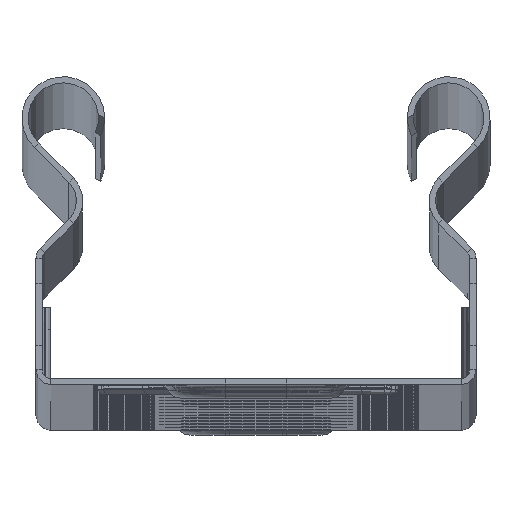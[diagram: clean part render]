
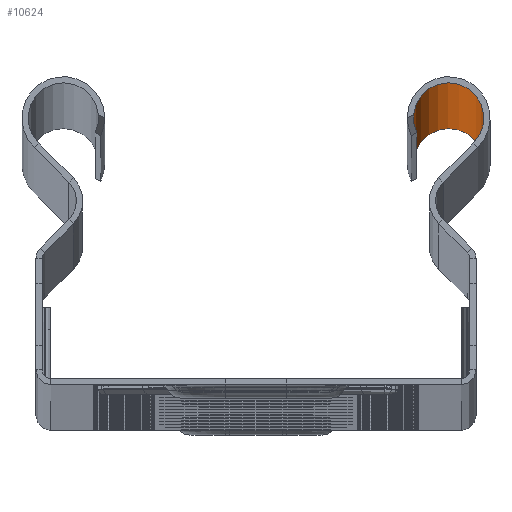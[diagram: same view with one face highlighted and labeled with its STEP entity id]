
A CAD part, top view. The second image highlights one B-rep face of the part: STEP entity #10624.
In plain terms, the highlighted cylindrical face has radius 4 mm (diameter 8 mm), a partial arc.
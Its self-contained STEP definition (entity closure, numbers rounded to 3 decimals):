
#867 = CARTESIAN_POINT ( 'NONE',  ( 24.717, 27.475, 31.5 ) ) ;
#2706 = CARTESIAN_POINT ( 'NONE',  ( 18.263, 28.613, 2998. ) ) ;
#3850 = ORIENTED_EDGE ( 'NONE', *, *, #26449, .T. ) ;
#4048 = DIRECTION ( 'NONE',  ( 0., 0., 1. ) ) ;
#4172 = FACE_OUTER_BOUND ( 'NONE', #8291, .T. ) ;
#4649 = CARTESIAN_POINT ( 'NONE',  ( 21.889, 30.304, 31.5 ) ) ;
#6025 = VERTEX_POINT ( 'NONE', #20505 ) ;
#6461 = CIRCLE ( 'NONE', #8595, 4. ) ;
#7253 = VERTEX_POINT ( 'NONE', #40701 ) ;
#8020 = AXIS2_PLACEMENT_3D ( 'NONE', #24637, #4048, #28052 ) ;
#8063 = DIRECTION ( 'NONE',  ( -0.906, -0.423, 0. ) ) ;
#8225 = VECTOR ( 'NONE', #40983, 1000. ) ;
#8291 = EDGE_LOOP ( 'NONE', ( #3850, #26837, #42682, #36930, #28861, #24093 ) ) ;
#8595 = AXIS2_PLACEMENT_3D ( 'NONE', #34387, #13680, #37823 ) ;
#8724 = CARTESIAN_POINT ( 'NONE',  ( 17.965, 29.253, 32.794 ) ) ;
#10624 = ADVANCED_FACE ( 'NONE', ( #4172 ), #16573, .F. ) ;
#12039 = CARTESIAN_POINT ( 'NONE',  ( 17.842, 29.949, 2999.388 ) ) ;
#12087 = VERTEX_POINT ( 'NONE', #38571 ) ;
#13680 = DIRECTION ( 'NONE',  ( 0., 0., -1. ) ) ;
#14561 = DIRECTION ( 'NONE',  ( 0., 0., 1. ) ) ;
#15620 = CARTESIAN_POINT ( 'NONE',  ( 17.842, 29.949, 32.112 ) ) ;
#16297 = VERTEX_POINT ( 'NONE', #41988 ) ;
#16573 = CYLINDRICAL_SURFACE ( 'NONE', #35738, 4. ) ;
#17512 = EDGE_CURVE ( 'NONE', #16297, #27977, #31304, .T. ) ;
#17795 = CIRCLE ( 'NONE', #8020, 4. ) ;
#18453 = DIRECTION ( 'NONE',  ( 0., 0., -1. ) ) ;
#19038 = CARTESIAN_POINT ( 'NONE',  ( 24.717, 27.475, 3000. ) ) ;
#19189 = CARTESIAN_POINT ( 'NONE',  ( 18.263, 28.613, 2998. ) ) ;
#20505 = CARTESIAN_POINT ( 'NONE',  ( 17.904, 30.652, 3000. ) ) ;
#20521 = CARTESIAN_POINT ( 'NONE',  ( 18.263, 28.613, 31.5 ) ) ;
#22137 = VECTOR ( 'NONE', #14561, 1000. ) ;
#22527 =( BOUNDED_CURVE ( )  B_SPLINE_CURVE ( 3, ( #32896, #12039, #39794, #19189 ),
 .UNSPECIFIED., .F., .T. ) 
 B_SPLINE_CURVE_WITH_KNOTS ( ( 4, 4 ),
 ( 4.189, 4.712 ),
 .UNSPECIFIED. ) 
 CURVE ( )  GEOMETRIC_REPRESENTATION_ITEM ( )  RATIONAL_B_SPLINE_CURVE ( ( 1., 0.977, 0.977, 1. ) ) 
 REPRESENTATION_ITEM ( '' )  );
#24093 = ORIENTED_EDGE ( 'NONE', *, *, #17512, .T. ) ;
#24180 = EDGE_CURVE ( 'NONE', #33786, #7253, #35717, .T. ) ;
#24637 = CARTESIAN_POINT ( 'NONE',  ( 21.889, 30.304, 3000. ) ) ;
#26449 = EDGE_CURVE ( 'NONE', #27977, #6025, #17795, .T. ) ;
#26837 = ORIENTED_EDGE ( 'NONE', *, *, #29057, .T. ) ;
#27004 = EDGE_CURVE ( 'NONE', #12087, #16297, #6461, .T. ) ;
#27977 = VERTEX_POINT ( 'NONE', #19038 ) ;
#28052 = DIRECTION ( 'NONE',  ( -1., 0., 0. ) ) ;
#28861 = ORIENTED_EDGE ( 'NONE', *, *, #27004, .T. ) ;
#29057 = EDGE_CURVE ( 'NONE', #6025, #33786, #22527, .T. ) ;
#29578 = EDGE_CURVE ( 'NONE', #7253, #12087, #30533, .T. ) ;
#30533 =( BOUNDED_CURVE ( )  B_SPLINE_CURVE ( 3, ( #32842, #8724, #15620, #39735 ),
 .UNSPECIFIED., .F., .F. ) 
 B_SPLINE_CURVE_WITH_KNOTS ( ( 4, 4 ),
 ( 4.712, 5.236 ),
 .UNSPECIFIED. ) 
 CURVE ( )  GEOMETRIC_REPRESENTATION_ITEM ( )  RATIONAL_B_SPLINE_CURVE ( ( 1., 0.977, 0.977, 1. ) ) 
 REPRESENTATION_ITEM ( '' )  );
#31304 = LINE ( 'NONE', #867, #22137 ) ;
#32842 = CARTESIAN_POINT ( 'NONE',  ( 18.263, 28.613, 33.5 ) ) ;
#32896 = CARTESIAN_POINT ( 'NONE',  ( 17.904, 30.652, 3000. ) ) ;
#33786 = VERTEX_POINT ( 'NONE', #2706 ) ;
#34387 = CARTESIAN_POINT ( 'NONE',  ( 21.889, 30.304, 31.5 ) ) ;
#35717 = LINE ( 'NONE', #20521, #8225 ) ;
#35738 = AXIS2_PLACEMENT_3D ( 'NONE', #4649, #18453, #8063 ) ;
#36930 = ORIENTED_EDGE ( 'NONE', *, *, #29578, .T. ) ;
#37823 = DIRECTION ( 'NONE',  ( -1., 0., 0. ) ) ;
#38571 = CARTESIAN_POINT ( 'NONE',  ( 17.904, 30.652, 31.5 ) ) ;
#39735 = CARTESIAN_POINT ( 'NONE',  ( 17.904, 30.652, 31.5 ) ) ;
#39794 = CARTESIAN_POINT ( 'NONE',  ( 17.965, 29.253, 2998.706 ) ) ;
#40701 = CARTESIAN_POINT ( 'NONE',  ( 18.263, 28.613, 33.5 ) ) ;
#40983 = DIRECTION ( 'NONE',  ( 0., 0., -1. ) ) ;
#41988 = CARTESIAN_POINT ( 'NONE',  ( 24.717, 27.475, 31.5 ) ) ;
#42682 = ORIENTED_EDGE ( 'NONE', *, *, #24180, .T. ) ;
